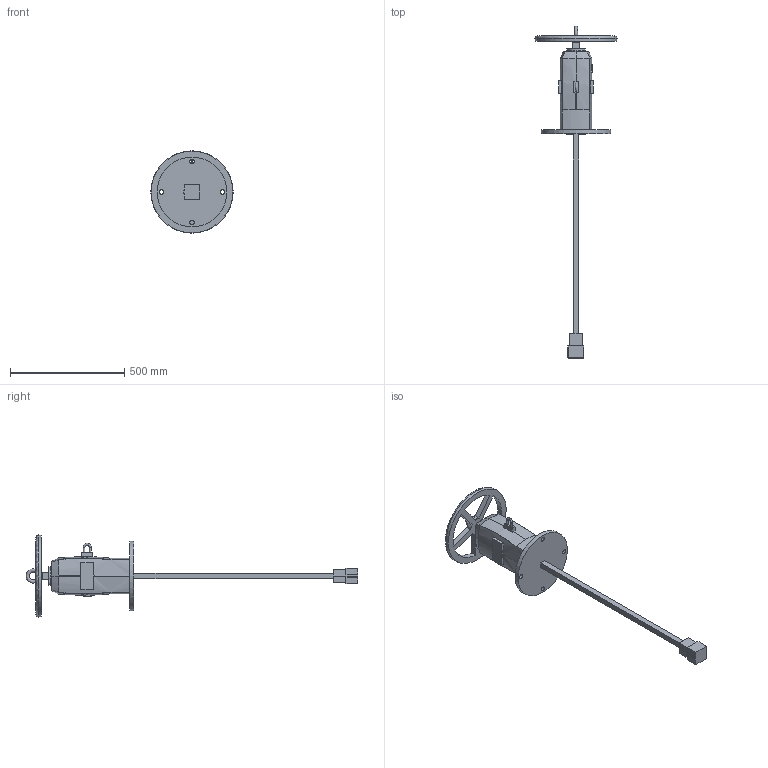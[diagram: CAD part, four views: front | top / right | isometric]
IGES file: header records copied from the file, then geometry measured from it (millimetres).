
Start section: SolidWorks IGES file using analytic representation for surfaces
Global section: file name: O_34_80_DN100_02_AA1_igs.igs; native system: SolidWorks 2012; preprocessor: SolidWorks 2012; author: pbm; date: 160923.111937; units: millimetre
Bounding box: 360 x 1453.1 x 360 mm (x, y, z)
Surface area: 661460.5 mm2 (no closed solid volume)
Topology: 0 solids, 0 shells, 197 faces, 1735 edges, 1713 vertices
Faces by surface type: bspline 108, revolution 89
